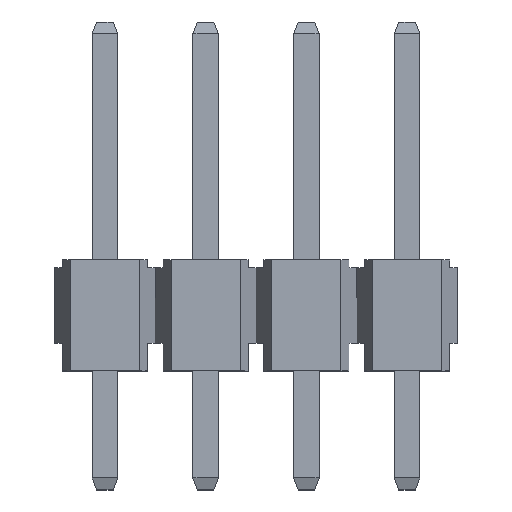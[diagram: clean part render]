
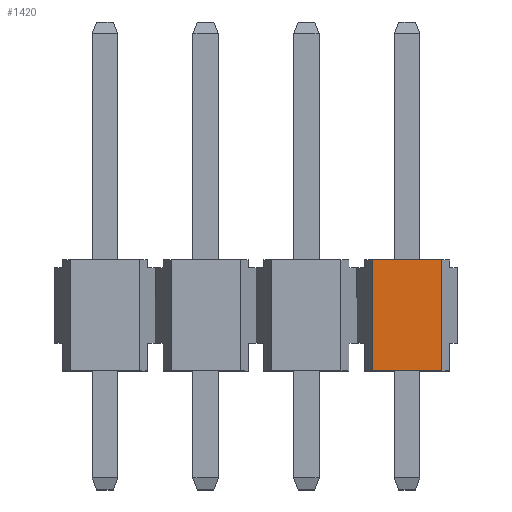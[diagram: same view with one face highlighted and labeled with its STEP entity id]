
A CAD part, top view. The second image highlights one B-rep face of the part: STEP entity #1420.
In plain terms, the highlighted planar face has unit normal (0, 0, 1).
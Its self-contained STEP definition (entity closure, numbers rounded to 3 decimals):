
#8 = VERTEX_POINT ( 'NONE', #1458 ) ;
#14 = VERTEX_POINT ( 'NONE', #1449 ) ;
#38 = VERTEX_POINT ( 'NONE', #1534 ) ;
#40 = VERTEX_POINT ( 'NONE', #1533 ) ;
#54 = EDGE_CURVE ( 'NONE', #38, #40, #1566, .T. ) ;
#163 = EDGE_CURVE ( 'NONE', #14, #8, #1745, .T. ) ;
#1419 = EDGE_CURVE ( 'NONE', #14, #38, #4785, .T. ) ;
#1420 = ADVANCED_FACE ( 'NONE', ( #4781 ), #4778, .F. ) ;
#1421 = ORIENTED_EDGE ( 'NONE', *, *, #54, .T. ) ;
#1422 = ORIENTED_EDGE ( 'NONE', *, *, #1423, .F. ) ;
#1423 = EDGE_CURVE ( 'NONE', #8, #40, #4780, .T. ) ;
#1424 = EDGE_LOOP ( 'NONE', ( #1421, #1422, #1426, #1427 ) ) ;
#1426 = ORIENTED_EDGE ( 'NONE', *, *, #163, .F. ) ;
#1427 = ORIENTED_EDGE ( 'NONE', *, *, #1419, .T. ) ;
#1449 = CARTESIAN_POINT ( 'NONE',  ( -0.87, 2.8, 1.27 ) ) ;
#1458 = CARTESIAN_POINT ( 'NONE',  ( 0.87, 2.8, 1.27 ) ) ;
#1533 = CARTESIAN_POINT ( 'NONE',  ( 0.87, 0., 1.27 ) ) ;
#1534 = CARTESIAN_POINT ( 'NONE',  ( -0.87, 0., 1.27 ) ) ;
#1563 = DIRECTION ( 'NONE',  ( 1., 0., 0. ) ) ;
#1564 = VECTOR ( 'NONE', #1563, 1000. ) ;
#1565 = CARTESIAN_POINT ( 'NONE',  ( -0.87, 0., 1.27 ) ) ;
#1566 = LINE ( 'NONE', #1565, #1564 ) ;
#1742 = DIRECTION ( 'NONE',  ( 1., 0., 0. ) ) ;
#1743 = VECTOR ( 'NONE', #1742, 1000. ) ;
#1744 = CARTESIAN_POINT ( 'NONE',  ( -0.87, 2.8, 1.27 ) ) ;
#1745 = LINE ( 'NONE', #1744, #1743 ) ;
#4774 = DIRECTION ( 'NONE',  ( -1., 0., 0. ) ) ;
#4775 = DIRECTION ( 'NONE',  ( 0., 0., -1. ) ) ;
#4776 = CARTESIAN_POINT ( 'NONE',  ( -0.87, 2.8, 1.27 ) ) ;
#4777 = AXIS2_PLACEMENT_3D ( 'NONE', #4776, #4775, #4774 ) ;
#4778 = PLANE ( 'NONE',  #4777 ) ;
#4779 = CARTESIAN_POINT ( 'NONE',  ( 0.87, 2.8, 1.27 ) ) ;
#4780 = LINE ( 'NONE', #4779, #4833 ) ;
#4781 = FACE_OUTER_BOUND ( 'NONE', #1424, .T. ) ;
#4782 = DIRECTION ( 'NONE',  ( 0., -1., 0. ) ) ;
#4783 = VECTOR ( 'NONE', #4782, 1000. ) ;
#4784 = CARTESIAN_POINT ( 'NONE',  ( -0.87, 2.8, 1.27 ) ) ;
#4785 = LINE ( 'NONE', #4784, #4783 ) ;
#4832 = DIRECTION ( 'NONE',  ( 0., -1., 0. ) ) ;
#4833 = VECTOR ( 'NONE', #4832, 1000. ) ;
